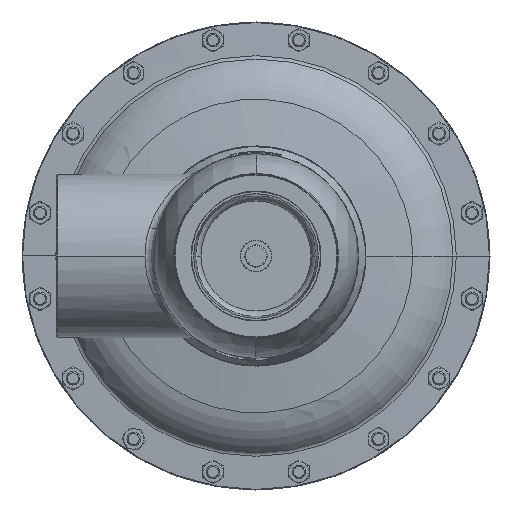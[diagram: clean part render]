
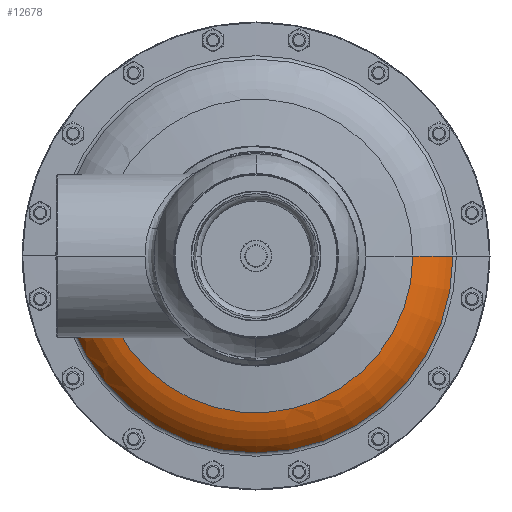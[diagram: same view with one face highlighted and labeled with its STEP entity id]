
A CAD part, front view. The second image highlights one B-rep face of the part: STEP entity #12678.
In plain terms, the highlighted toroidal (fillet/blend) face has major radius 101.046 mm and minor radius 46.038 mm.
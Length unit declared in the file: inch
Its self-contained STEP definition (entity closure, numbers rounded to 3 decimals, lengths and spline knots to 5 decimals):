
#76 = CARTESIAN_POINT ( 'NONE',  ( -3.97817, 12.44679, 0. ) ) ;
#4622 = CARTESIAN_POINT ( 'NONE',  ( -4.59719, 10.74768, -0.33338 ) ) ;
#4674 = EDGE_CURVE ( 'NONE', #56164, #56237, #124669, .T. ) ;
#5298 = CARTESIAN_POINT ( 'NONE',  ( -4.68644, 10.77913, -0.12842 ) ) ;
#5928 = DIRECTION ( 'NONE',  ( -1., 0., 0. ) ) ;
#12678 = ADVANCED_FACE ( 'NONE', ( #104529 ), #34814, .T. ) ;
#13869 = CARTESIAN_POINT ( 'NONE',  ( -4.69797, 10.78348, -0.06439 ) ) ;
#14997 = B_SPLINE_CURVE_WITH_KNOTS ( 'NONE', 3,
 ( #125140, #105899, #125815, #114514, #86043, #66131, #45588, #15209, #115176, #126500, #4622, #35689, #54822, #23755, #127130, #76106, #116520, #5298, #43610, #13869, #25732, #105241 ),
 .UNSPECIFIED., .F., .F.,
 ( 4, 2, 2, 2, 2, 2, 2, 2, 2, 2, 4 ),
 ( 0., 0.00492, 0.00615, 0.00738, 0.00984, 0.01107, 0.0123, 0.01476, 0.01599, 0.01722, 0.01968 ),
 .UNSPECIFIED. ) ;
#15209 = CARTESIAN_POINT ( 'NONE',  ( -4.53908, 10.72918, -0.40819 ) ) ;
#17086 = DIRECTION ( 'NONE',  ( -1., 0., 0. ) ) ;
#18955 = EDGE_CURVE ( 'NONE', #64700, #100074, #22548, .T. ) ;
#19209 = CARTESIAN_POINT ( 'NONE',  ( 4.31849, 10.66652, 0. ) ) ;
#22548 = CIRCLE ( 'NONE', #130482, 1.8125 ) ;
#23755 = CARTESIAN_POINT ( 'NONE',  ( -4.64522, 10.76408, -0.24999 ) ) ;
#25732 = CARTESIAN_POINT ( 'NONE',  ( -4.70066, 10.78451, -0.03226 ) ) ;
#28862 = CARTESIAN_POINT ( 'NONE',  ( -4.70066, 10.78451, 0. ) ) ;
#33334 = EDGE_LOOP ( 'NONE', ( #70719, #35031, #86666, #87704, #52115 ) ) ;
#34814 = TOROIDAL_SURFACE ( 'NONE', #68584, 3.97817, 1.8125 ) ;
#35031 = ORIENTED_EDGE ( 'NONE', *, *, #4674, .T. ) ;
#35689 = CARTESIAN_POINT ( 'NONE',  ( -4.61436, 10.75343, -0.30644 ) ) ;
#43610 = CARTESIAN_POINT ( 'NONE',  ( -4.68985, 10.78041, -0.11239 ) ) ;
#45588 = CARTESIAN_POINT ( 'NONE',  ( -4.50559, 10.7194, -0.44163 ) ) ;
#51773 = CARTESIAN_POINT ( 'NONE',  ( 0., 11.35268, 0. ) ) ;
#52115 = ORIENTED_EDGE ( 'NONE', *, *, #18955, .F. ) ;
#52204 = DIRECTION ( 'NONE',  ( 1., 0., 0. ) ) ;
#54822 = CARTESIAN_POINT ( 'NONE',  ( -4.62253, 10.75621, -0.2925 ) ) ;
#56164 = VERTEX_POINT ( 'NONE', #129835 ) ;
#56237 = VERTEX_POINT ( 'NONE', #19209 ) ;
#57794 = CIRCLE ( 'NONE', #66203, 4.31849 ) ;
#59603 = DIRECTION ( 'NONE',  ( 0., 0., 1. ) ) ;
#64700 = VERTEX_POINT ( 'NONE', #114609 ) ;
#66131 = CARTESIAN_POINT ( 'NONE',  ( -4.49401, 10.71611, -0.4524 ) ) ;
#66203 = AXIS2_PLACEMENT_3D ( 'NONE', #97206, #96556, #5928 ) ;
#66692 = EDGE_CURVE ( 'NONE', #64700, #56164, #77365, .T. ) ;
#68584 = AXIS2_PLACEMENT_3D ( 'NONE', #94894, #104189, #103529 ) ;
#70719 = ORIENTED_EDGE ( 'NONE', *, *, #66692, .T. ) ;
#76106 = CARTESIAN_POINT ( 'NONE',  ( -4.67376, 10.77443, -0.1752 ) ) ;
#77365 = CIRCLE ( 'NONE', #126096, 5.42319 ) ;
#78062 = AXIS2_PLACEMENT_3D ( 'NONE', #117055, #127660, #17086 ) ;
#80905 = CARTESIAN_POINT ( 'NONE',  ( -4.2786, 10.66652, -0.58557 ) ) ;
#81339 = EDGE_CURVE ( 'NONE', #95461, #56237, #57794, .T. ) ;
#86043 = CARTESIAN_POINT ( 'NONE',  ( -4.47001, 10.70949, -0.47322 ) ) ;
#86666 = ORIENTED_EDGE ( 'NONE', *, *, #81339, .F. ) ;
#87704 = ORIENTED_EDGE ( 'NONE', *, *, #108509, .T. ) ;
#92234 = DIRECTION ( 'NONE',  ( 1., 0., 0. ) ) ;
#94894 = CARTESIAN_POINT ( 'NONE',  ( 0., 12.44679, 0. ) ) ;
#95461 = VERTEX_POINT ( 'NONE', #80905 ) ;
#96556 = DIRECTION ( 'NONE',  ( 0., -1., 0. ) ) ;
#97206 = CARTESIAN_POINT ( 'NONE',  ( 0., 10.66652, 0. ) ) ;
#100074 = VERTEX_POINT ( 'NONE', #28862 ) ;
#102168 = DIRECTION ( 'NONE',  ( 0., -1., 0. ) ) ;
#103529 = DIRECTION ( 'NONE',  ( -1., 0., 0. ) ) ;
#104189 = DIRECTION ( 'NONE',  ( 0., -1., 0. ) ) ;
#104529 = FACE_OUTER_BOUND ( 'NONE', #33334, .T. ) ;
#105241 = CARTESIAN_POINT ( 'NONE',  ( -4.70066, 10.78451, 0. ) ) ;
#105899 = CARTESIAN_POINT ( 'NONE',  ( -4.33854, 10.67726, -0.56198 ) ) ;
#108509 = EDGE_CURVE ( 'NONE', #95461, #100074, #14997, .T. ) ;
#114514 = CARTESIAN_POINT ( 'NONE',  ( -4.45754, 10.70616, -0.48329 ) ) ;
#114609 = CARTESIAN_POINT ( 'NONE',  ( -5.42319, 11.35268, 0. ) ) ;
#115176 = CARTESIAN_POINT ( 'NONE',  ( -4.55974, 10.73557, -0.38442 ) ) ;
#116520 = CARTESIAN_POINT ( 'NONE',  ( -4.6784, 10.77614, -0.15979 ) ) ;
#117055 = CARTESIAN_POINT ( 'NONE',  ( 3.97817, 12.44679, 0. ) ) ;
#124669 = CIRCLE ( 'NONE', #78062, 1.8125 ) ;
#125140 = CARTESIAN_POINT ( 'NONE',  ( -4.2786, 10.66652, -0.58557 ) ) ;
#125815 = CARTESIAN_POINT ( 'NONE',  ( -4.3939, 10.68974, -0.53114 ) ) ;
#126096 = AXIS2_PLACEMENT_3D ( 'NONE', #51773, #102168, #92234 ) ;
#126500 = CARTESIAN_POINT ( 'NONE',  ( -4.58815, 10.74471, -0.34644 ) ) ;
#127130 = CARTESIAN_POINT ( 'NONE',  ( -4.65806, 10.76869, -0.22069 ) ) ;
#127660 = DIRECTION ( 'NONE',  ( 0., 0., -1. ) ) ;
#129835 = CARTESIAN_POINT ( 'NONE',  ( 5.42319, 11.35268, 0. ) ) ;
#130482 = AXIS2_PLACEMENT_3D ( 'NONE', #76, #59603, #52204 ) ;
